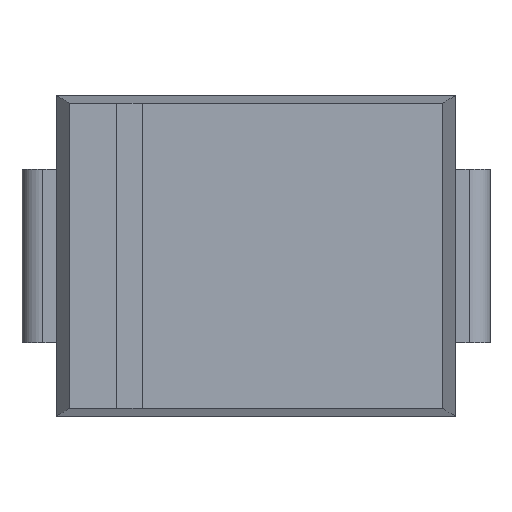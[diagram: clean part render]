
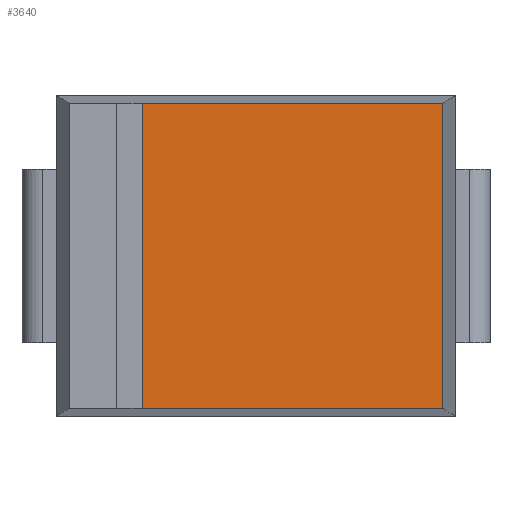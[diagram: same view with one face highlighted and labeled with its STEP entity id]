
A CAD part, top view. The second image highlights one B-rep face of the part: STEP entity #3640.
In plain terms, the highlighted planar face has unit normal (0, 0, 1).
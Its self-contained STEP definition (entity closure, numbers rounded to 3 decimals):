
#34 = ORIENTED_EDGE ( 'NONE', *, *, #13102, .F. ) ;
#287 = VERTEX_POINT ( 'NONE', #2608 ) ;
#732 = EDGE_CURVE ( 'NONE', #287, #4530, #5027, .T. ) ;
#1389 = ORIENTED_EDGE ( 'NONE', *, *, #10676, .T. ) ;
#1757 = CARTESIAN_POINT ( 'NONE',  ( 2.7, -1.76, 2.1 ) ) ;
#2608 = CARTESIAN_POINT ( 'NONE',  ( 2.152, 1.76, 2.1 ) ) ;
#3024 = LINE ( 'NONE', #10995, #12597 ) ;
#3046 = ORIENTED_EDGE ( 'NONE', *, *, #732, .F. ) ;
#3078 = EDGE_LOOP ( 'NONE', ( #7900, #34, #3046, #1389 ) ) ;
#3123 = CARTESIAN_POINT ( 'NONE',  ( 2.152, 1.85, 2.1 ) ) ;
#3500 = EDGE_CURVE ( 'NONE', #12443, #11426, #4776, .T. ) ;
#3640 = ADVANCED_FACE ( 'NONE', ( #11665 ), #6551, .T. ) ;
#3783 = CARTESIAN_POINT ( 'NONE',  ( -1.313, 1.76, 2.1 ) ) ;
#4067 = AXIS2_PLACEMENT_3D ( 'NONE', #8624, #11476, #4505 ) ;
#4505 = DIRECTION ( 'NONE',  ( 1., 0., 0. ) ) ;
#4514 = CARTESIAN_POINT ( 'NONE',  ( 2.152, -1.76, 2.1 ) ) ;
#4530 = VERTEX_POINT ( 'NONE', #4514 ) ;
#4776 = LINE ( 'NONE', #3783, #12547 ) ;
#5027 = LINE ( 'NONE', #3123, #5925 ) ;
#5829 = DIRECTION ( 'NONE',  ( 0., 1., 0. ) ) ;
#5925 = VECTOR ( 'NONE', #13018, 1000. ) ;
#6551 = PLANE ( 'NONE',  #4067 ) ;
#7013 = DIRECTION ( 'NONE',  ( -1., 0., 0. ) ) ;
#7900 = ORIENTED_EDGE ( 'NONE', *, *, #3500, .F. ) ;
#8624 = CARTESIAN_POINT ( 'NONE',  ( 0., 0., 2.1 ) ) ;
#8814 = LINE ( 'NONE', #1757, #9215 ) ;
#9138 = DIRECTION ( 'NONE',  ( -1., 0., 0. ) ) ;
#9215 = VECTOR ( 'NONE', #7013, 1000. ) ;
#10676 = EDGE_CURVE ( 'NONE', #287, #11426, #3024, .T. ) ;
#10995 = CARTESIAN_POINT ( 'NONE',  ( 2.7, 1.76, 2.1 ) ) ;
#11426 = VERTEX_POINT ( 'NONE', #11464 ) ;
#11464 = CARTESIAN_POINT ( 'NONE',  ( -1.313, 1.76, 2.1 ) ) ;
#11476 = DIRECTION ( 'NONE',  ( 0., 0., 1. ) ) ;
#11665 = FACE_OUTER_BOUND ( 'NONE', #3078, .T. ) ;
#12443 = VERTEX_POINT ( 'NONE', #12769 ) ;
#12547 = VECTOR ( 'NONE', #5829, 1000. ) ;
#12597 = VECTOR ( 'NONE', #9138, 1000. ) ;
#12769 = CARTESIAN_POINT ( 'NONE',  ( -1.313, -1.76, 2.1 ) ) ;
#13018 = DIRECTION ( 'NONE',  ( 0., -1., 0. ) ) ;
#13102 = EDGE_CURVE ( 'NONE', #4530, #12443, #8814, .T. ) ;
